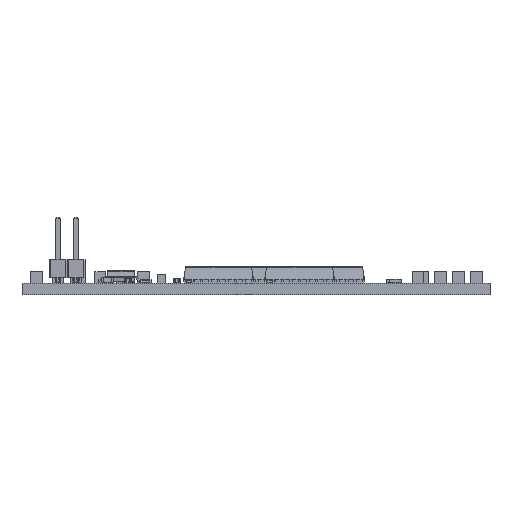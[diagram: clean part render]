
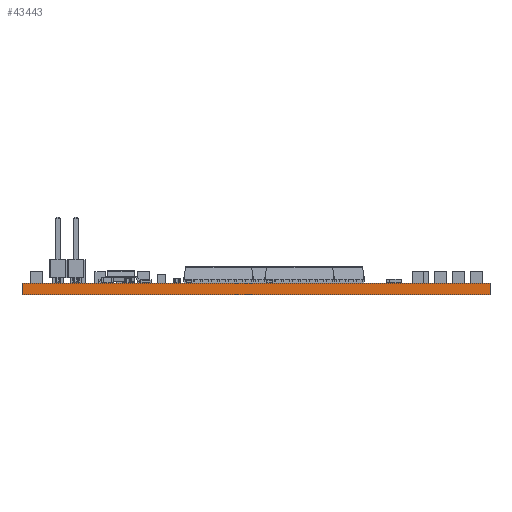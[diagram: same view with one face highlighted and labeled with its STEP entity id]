
A CAD part, front view. The second image highlights one B-rep face of the part: STEP entity #43443.
In plain terms, the highlighted planar face has unit normal (0, -1, 0).
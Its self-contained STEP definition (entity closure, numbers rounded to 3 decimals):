
#42824 = PLANE('',#42825);
#42825 = AXIS2_PLACEMENT_3D('',#42826,#42827,#42828);
#42826 = CARTESIAN_POINT('',(68.58,-129.54,0.));
#42827 = DIRECTION('',(-1.,0.,0.));
#42828 = DIRECTION('',(0.,1.,0.));
#42852 = PLANE('',#42853);
#42853 = AXIS2_PLACEMENT_3D('',#42854,#42855,#42856);
#42854 = CARTESIAN_POINT('',(101.6,-93.663,1.6));
#42855 = DIRECTION('',(0.,0.,-1.));
#42856 = DIRECTION('',(-1.,0.,0.));
#42880 = PLANE('',#42881);
#42881 = AXIS2_PLACEMENT_3D('',#42882,#42883,#42884);
#42882 = CARTESIAN_POINT('',(134.62,-57.785,0.));
#42883 = DIRECTION('',(1.,0.,0.));
#42884 = DIRECTION('',(0.,-1.,0.));
#42906 = PLANE('',#42907);
#42907 = AXIS2_PLACEMENT_3D('',#42908,#42909,#42910);
#42908 = CARTESIAN_POINT('',(101.6,-93.663,0.));
#42909 = DIRECTION('',(0.,0.,-1.));
#42910 = DIRECTION('',(-1.,0.,0.));
#42921 = EDGE_CURVE('',#42922,#42924,#42926,.T.);
#42922 = VERTEX_POINT('',#42923);
#42923 = CARTESIAN_POINT('',(68.58,-129.54,0.));
#42924 = VERTEX_POINT('',#42925);
#42925 = CARTESIAN_POINT('',(68.58,-129.54,1.6));
#42926 = SURFACE_CURVE('',#42927,(#42931,#42938),.PCURVE_S1.);
#42927 = LINE('',#42928,#42929);
#42928 = CARTESIAN_POINT('',(68.58,-129.54,0.));
#42929 = VECTOR('',#42930,1.);
#42930 = DIRECTION('',(0.,0.,1.));
#42931 = PCURVE('',#42824,#42932);
#42932 = DEFINITIONAL_REPRESENTATION('',(#42933),#42937);
#42933 = LINE('',#42934,#42935);
#42934 = CARTESIAN_POINT('',(0.,0.));
#42935 = VECTOR('',#42936,1.);
#42936 = DIRECTION('',(0.,-1.));
#42937 = ( GEOMETRIC_REPRESENTATION_CONTEXT(2) 
PARAMETRIC_REPRESENTATION_CONTEXT() REPRESENTATION_CONTEXT('2D SPACE',''
  ) );
#42938 = PCURVE('',#42939,#42944);
#42939 = PLANE('',#42940);
#42940 = AXIS2_PLACEMENT_3D('',#42941,#42942,#42943);
#42941 = CARTESIAN_POINT('',(134.62,-129.54,0.));
#42942 = DIRECTION('',(0.,-1.,0.));
#42943 = DIRECTION('',(-1.,0.,0.));
#42944 = DEFINITIONAL_REPRESENTATION('',(#42945),#42949);
#42945 = LINE('',#42946,#42947);
#42946 = CARTESIAN_POINT('',(66.04,0.));
#42947 = VECTOR('',#42948,1.);
#42948 = DIRECTION('',(0.,-1.));
#42949 = ( GEOMETRIC_REPRESENTATION_CONTEXT(2) 
PARAMETRIC_REPRESENTATION_CONTEXT() REPRESENTATION_CONTEXT('2D SPACE',''
  ) );
#42999 = VERTEX_POINT('',#43000);
#43000 = CARTESIAN_POINT('',(134.62,-129.54,1.6));
#43021 = EDGE_CURVE('',#43022,#42999,#43024,.T.);
#43022 = VERTEX_POINT('',#43023);
#43023 = CARTESIAN_POINT('',(134.62,-129.54,0.));
#43024 = SURFACE_CURVE('',#43025,(#43029,#43036),.PCURVE_S1.);
#43025 = LINE('',#43026,#43027);
#43026 = CARTESIAN_POINT('',(134.62,-129.54,0.));
#43027 = VECTOR('',#43028,1.);
#43028 = DIRECTION('',(0.,0.,1.));
#43029 = PCURVE('',#42880,#43030);
#43030 = DEFINITIONAL_REPRESENTATION('',(#43031),#43035);
#43031 = LINE('',#43032,#43033);
#43032 = CARTESIAN_POINT('',(71.755,0.));
#43033 = VECTOR('',#43034,1.);
#43034 = DIRECTION('',(0.,-1.));
#43035 = ( GEOMETRIC_REPRESENTATION_CONTEXT(2) 
PARAMETRIC_REPRESENTATION_CONTEXT() REPRESENTATION_CONTEXT('2D SPACE',''
  ) );
#43036 = PCURVE('',#42939,#43037);
#43037 = DEFINITIONAL_REPRESENTATION('',(#43038),#43042);
#43038 = LINE('',#43039,#43040);
#43039 = CARTESIAN_POINT('',(0.,0.));
#43040 = VECTOR('',#43041,1.);
#43041 = DIRECTION('',(0.,-1.));
#43042 = ( GEOMETRIC_REPRESENTATION_CONTEXT(2) 
PARAMETRIC_REPRESENTATION_CONTEXT() REPRESENTATION_CONTEXT('2D SPACE',''
  ) );
#43070 = EDGE_CURVE('',#43022,#42922,#43071,.T.);
#43071 = SURFACE_CURVE('',#43072,(#43076,#43083),.PCURVE_S1.);
#43072 = LINE('',#43073,#43074);
#43073 = CARTESIAN_POINT('',(134.62,-129.54,0.));
#43074 = VECTOR('',#43075,1.);
#43075 = DIRECTION('',(-1.,0.,0.));
#43076 = PCURVE('',#42906,#43077);
#43077 = DEFINITIONAL_REPRESENTATION('',(#43078),#43082);
#43078 = LINE('',#43079,#43080);
#43079 = CARTESIAN_POINT('',(-33.02,-35.878));
#43080 = VECTOR('',#43081,1.);
#43081 = DIRECTION('',(1.,0.));
#43082 = ( GEOMETRIC_REPRESENTATION_CONTEXT(2) 
PARAMETRIC_REPRESENTATION_CONTEXT() REPRESENTATION_CONTEXT('2D SPACE',''
  ) );
#43083 = PCURVE('',#42939,#43084);
#43084 = DEFINITIONAL_REPRESENTATION('',(#43085),#43089);
#43085 = LINE('',#43086,#43087);
#43086 = CARTESIAN_POINT('',(0.,0.));
#43087 = VECTOR('',#43088,1.);
#43088 = DIRECTION('',(1.,0.));
#43089 = ( GEOMETRIC_REPRESENTATION_CONTEXT(2) 
PARAMETRIC_REPRESENTATION_CONTEXT() REPRESENTATION_CONTEXT('2D SPACE',''
  ) );
#43272 = EDGE_CURVE('',#42999,#42924,#43273,.T.);
#43273 = SURFACE_CURVE('',#43274,(#43278,#43285),.PCURVE_S1.);
#43274 = LINE('',#43275,#43276);
#43275 = CARTESIAN_POINT('',(134.62,-129.54,1.6));
#43276 = VECTOR('',#43277,1.);
#43277 = DIRECTION('',(-1.,0.,0.));
#43278 = PCURVE('',#42852,#43279);
#43279 = DEFINITIONAL_REPRESENTATION('',(#43280),#43284);
#43280 = LINE('',#43281,#43282);
#43281 = CARTESIAN_POINT('',(-33.02,-35.878));
#43282 = VECTOR('',#43283,1.);
#43283 = DIRECTION('',(1.,0.));
#43284 = ( GEOMETRIC_REPRESENTATION_CONTEXT(2) 
PARAMETRIC_REPRESENTATION_CONTEXT() REPRESENTATION_CONTEXT('2D SPACE',''
  ) );
#43285 = PCURVE('',#42939,#43286);
#43286 = DEFINITIONAL_REPRESENTATION('',(#43287),#43291);
#43287 = LINE('',#43288,#43289);
#43288 = CARTESIAN_POINT('',(0.,-1.6));
#43289 = VECTOR('',#43290,1.);
#43290 = DIRECTION('',(1.,0.));
#43291 = ( GEOMETRIC_REPRESENTATION_CONTEXT(2) 
PARAMETRIC_REPRESENTATION_CONTEXT() REPRESENTATION_CONTEXT('2D SPACE',''
  ) );
#43443 = ADVANCED_FACE('',(#43444),#42939,.T.);
#43444 = FACE_BOUND('',#43445,.T.);
#43445 = EDGE_LOOP('',(#43446,#43447,#43448,#43449));
#43446 = ORIENTED_EDGE('',*,*,#43021,.T.);
#43447 = ORIENTED_EDGE('',*,*,#43272,.T.);
#43448 = ORIENTED_EDGE('',*,*,#42921,.F.);
#43449 = ORIENTED_EDGE('',*,*,#43070,.F.);
